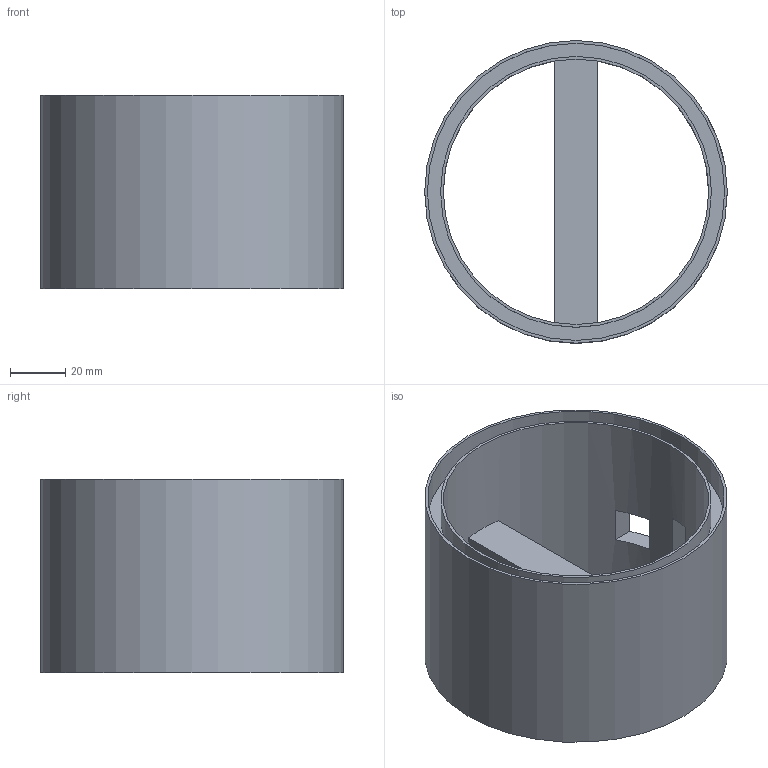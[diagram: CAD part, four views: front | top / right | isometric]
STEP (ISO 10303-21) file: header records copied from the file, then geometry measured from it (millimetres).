
FILE_DESCRIPTION(/* description */ ('','CAx-IF Rec.Pracs.---Representation and Presentation of Product Manufacturing Information (PMI)---4.0---2014-10-13'),/* implementation_level */ '2;1');
FILE_NAME(/* name */ 'BASE v4.step',/* time_stamp */ '2025-03-02T20:07:53+13:00',/* author */ (''),/* organization */ (''),/* preprocessor_version */ 'ST-DEVELOPER v20',/* originating_system */ 'Autodesk Translation Framework v13.20.0.188',/* authorisation */ '');
FILE_SCHEMA (('AP242_MANAGED_MODEL_BASED_3D_ENGINEERING_MIM_LF { 1 0 10303 442 1 1 4 }'));
Length unit declared in the file: millimetre
Products named in the file (3): BASE; base1 (1); base1
Assembly tree (2 placements, depth 2):
  BASE
    base1 (1)
    base1
Bounding box: 109.5 x 109.5 x 70 mm (x, y, z)
Volume: 96924.7 mm3; surface area: 96302 mm2
Topology: 1 solids, 2 shells, 32 faces, 81 edges, 54 vertices
Faces by surface type: plane 26, cylinder 6
Full cylindrical faces by diameter (mm): 96 x1, 98 x1, 100 x1, 105.5 x1, 107.5 x1, 109.5 x1
Entity records: 1085 total; most frequent: DIRECTION 189, CARTESIAN_POINT 172, ORIENTED_EDGE 162, EDGE_CURVE 81, AXIS2_PLACEMENT_3D 71, VERTEX_POINT 54, LINE 47, VECTOR 47
